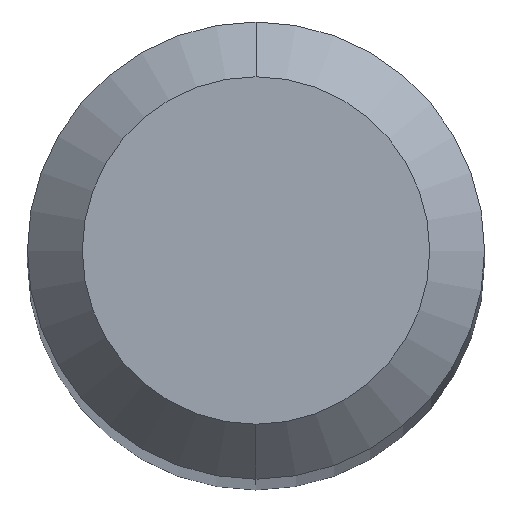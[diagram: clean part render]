
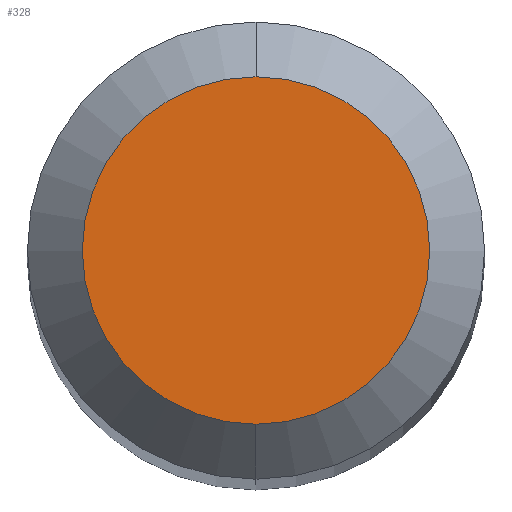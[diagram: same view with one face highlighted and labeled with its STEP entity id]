
A CAD part, top view. The second image highlights one B-rep face of the part: STEP entity #328.
In plain terms, the highlighted planar face has unit normal (0, 0, 1).
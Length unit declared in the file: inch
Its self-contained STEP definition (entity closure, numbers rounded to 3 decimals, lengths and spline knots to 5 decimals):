
#8 = CIRCLE ( 'NONE', #62, 0.0475 ) ;
#25 = CARTESIAN_POINT ( 'NONE',  ( 0., -0.0475, 0. ) ) ;
#62 = AXIS2_PLACEMENT_3D ( 'NONE', #321, #533, #144 ) ;
#82 = CARTESIAN_POINT ( 'NONE',  ( 0., 0.0475, 0. ) ) ;
#84 = ORIENTED_EDGE ( 'NONE', *, *, #505, .T. ) ;
#103 = EDGE_LOOP ( 'NONE', ( #564, #84 ) ) ;
#144 = DIRECTION ( 'NONE',  ( 0., -1., 0. ) ) ;
#175 = VERTEX_POINT ( 'NONE', #25 ) ;
#235 = CARTESIAN_POINT ( 'NONE',  ( 0., 0., 0. ) ) ;
#262 = CARTESIAN_POINT ( 'NONE',  ( 0., 0.0475, 0. ) ) ;
#267 = DIRECTION ( 'NONE',  ( 0., 1., 0. ) ) ;
#279 = VERTEX_POINT ( 'NONE', #262 ) ;
#302 = DIRECTION ( 'NONE',  ( 0., 0., -1. ) ) ;
#309 = DIRECTION ( 'NONE',  ( 0., -1., 0. ) ) ;
#321 = CARTESIAN_POINT ( 'NONE',  ( 0., 0., 0. ) ) ;
#328 = ADVANCED_FACE ( 'NONE', ( #526 ), #559, .F. ) ;
#406 = DIRECTION ( 'NONE',  ( 0., 0., 1. ) ) ;
#442 = AXIS2_PLACEMENT_3D ( 'NONE', #82, #302, #267 ) ;
#483 = EDGE_CURVE ( 'NONE', #279, #175, #8, .T. ) ;
#505 = EDGE_CURVE ( 'NONE', #175, #279, #542, .T. ) ;
#526 = FACE_OUTER_BOUND ( 'NONE', #103, .T. ) ;
#533 = DIRECTION ( 'NONE',  ( 0., 0., 1. ) ) ;
#542 = CIRCLE ( 'NONE', #558, 0.0475 ) ;
#558 = AXIS2_PLACEMENT_3D ( 'NONE', #235, #406, #309 ) ;
#559 = PLANE ( 'NONE',  #442 ) ;
#564 = ORIENTED_EDGE ( 'NONE', *, *, #483, .T. ) ;
